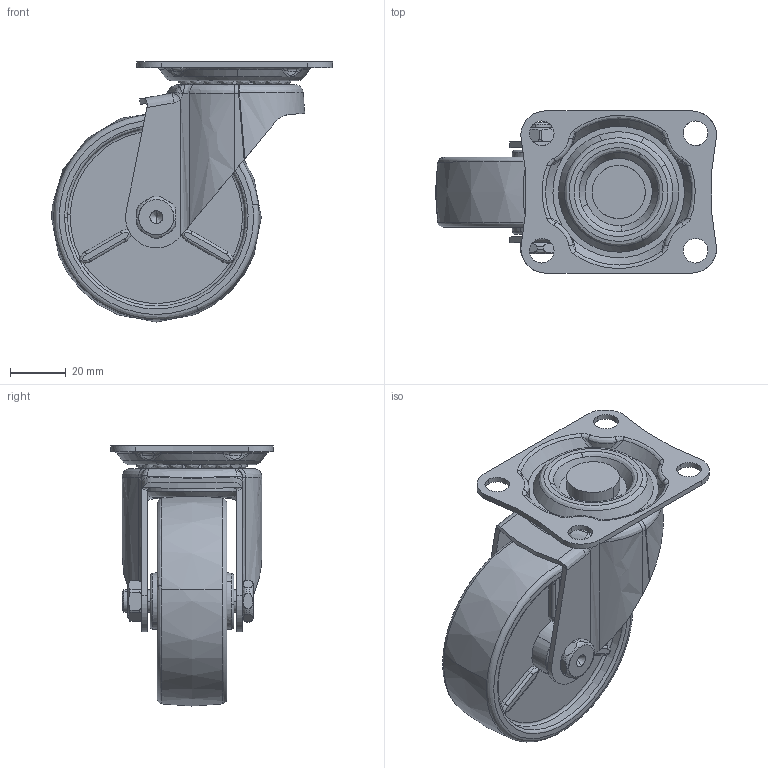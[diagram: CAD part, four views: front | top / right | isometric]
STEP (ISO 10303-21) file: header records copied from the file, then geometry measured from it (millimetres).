
FILE_DESCRIPTION((''),'2;1');
FILE_NAME('','2005-12-16T10:52:12',(''),(''),'','CADfix','');
FILE_SCHEMA(('AUTOMOTIVE_DESIGN'));
Length unit declared in the file: millimetre
Products named in the file (6): body; wheel; mounting plate; main shaft; axle; 320S_N75_7701_36
Assembly tree (5 placements, depth 2):
  320S_N75_7701_36
    body
    wheel
    mounting plate
    main shaft
    axle
Bounding box: 100.5 x 58 x 93 mm (x, y, z)
Volume: 115985.7 mm3; surface area: 46734.9 mm2
Topology: 5 solids, 5 shells, 419 faces, 1198 edges, 801 vertices
Faces by surface type: bspline 419
Entity records: 23303 total; most frequent: CARTESIAN_POINT 16795, ORIENTED_EDGE 2390, EDGE_CURVE 1195, VERTEX_POINT 801, EDGE_LOOP 452, FACE_OUTER_BOUND 419, ADVANCED_FACE 419, QUASI_UNIFORM_CURVE 277
